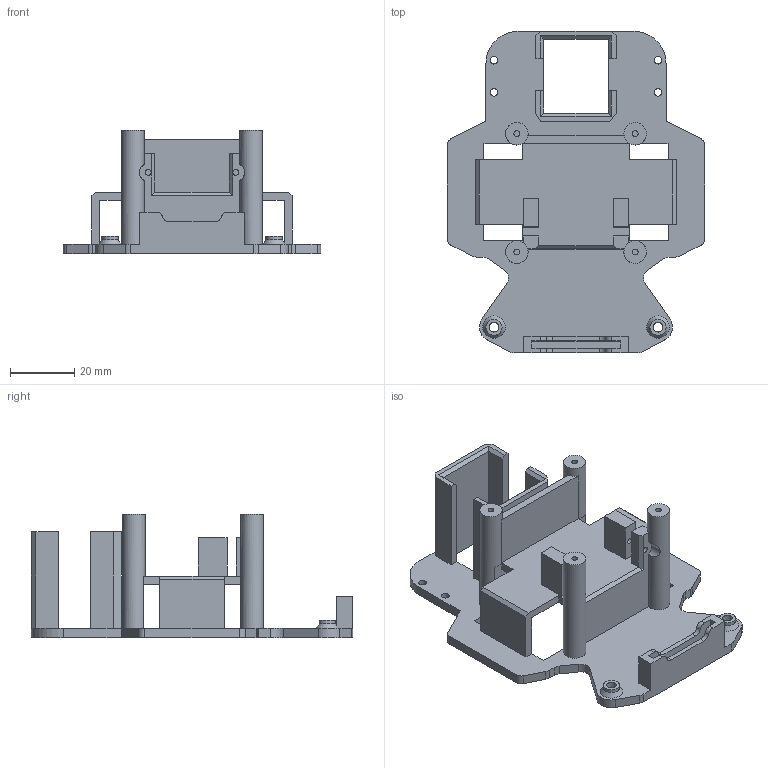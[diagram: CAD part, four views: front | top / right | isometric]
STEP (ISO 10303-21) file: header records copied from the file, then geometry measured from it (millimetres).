
FILE_DESCRIPTION(/* description */ ('STEP AP214'),/* implementation_level */ '2;1');
FILE_NAME(/* name */ 'Chassi v4.step',/* time_stamp */ '2025-08-08T23:55:29-03:00',/* author */ (''),/* organization */ (''),/* preprocessor_version */ 'ST-DEVELOPER v20.1',/* originating_system */ 'Autodesk Translation Framework v14.10.0.0',/* authorisation */ '');
FILE_SCHEMA (('AUTOMOTIVE_DESIGN { 1 0 10303 214 3 1 1 }'));
Length unit declared in the file: millimetre
Products named in the file (1): 01 - Chassi 7.0
Bounding box: 80 x 100 x 38.5 mm (x, y, z)
Volume: 34450 mm3; surface area: 27428.4 mm2
Topology: 1 solids, 1 shells, 172 faces, 484 edges, 317 vertices
Faces by surface type: plane 121, cylinder 47, cone 4
Full cylindrical faces by diameter (mm): 1.8 x8, 2.4 x4, 3 x2, 5 x1, 5.007 x1, 7 x4
Entity records: 5660 total; most frequent: CARTESIAN_POINT 1027, ORIENTED_EDGE 968, DIRECTION 937, EDGE_CURVE 484, LINE 369, VECTOR 369, VERTEX_POINT 317, AXIS2_PLACEMENT_3D 284
